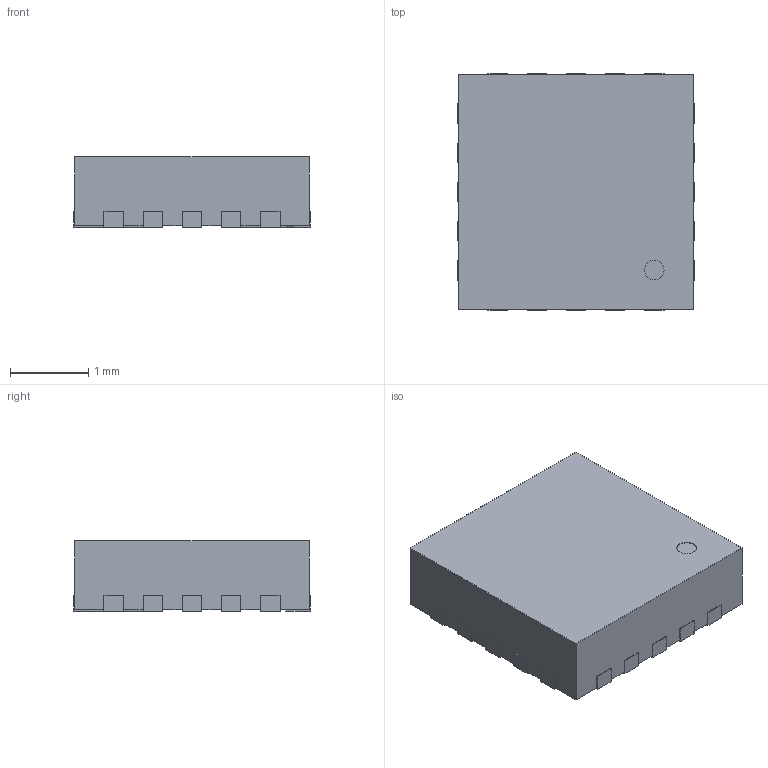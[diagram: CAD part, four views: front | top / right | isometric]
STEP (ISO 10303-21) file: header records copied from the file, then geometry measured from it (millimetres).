
FILE_DESCRIPTION(('HOOPS Exchange Step'),'2;1');
FILE_NAME('export-5BBFFF37-384D-447B-BA85-CB1872E3413D.stp','2022-10-01T21:41:27+17:00',('Daxxn'),('Alibre'),'HOOPS Exchange 2022.0','Alibre','Unknown authorisation');
FILE_SCHEMA( ('AP242_MANAGED_MODEL_BASED_3D_ENGINEERING_MIM_LF {1 0 10303 442 1 1 4 }') );
Length unit declared in the file: centimetre
Products named in the file (1): VQFN-20-3x3mm
Bounding box: 3.02 x 3.02 x 0.9 mm (x, y, z)
Volume: 8 mm3; surface area: 29.2 mm2
Topology: 1 solids, 1 shells, 133 faces, 392 edges, 262 vertices
Faces by surface type: plane 132, cylinder 1
Full cylindrical faces by diameter (mm): 0.25 x1
Entity records: 4402 total; most frequent: CARTESIAN_POINT 789, ORIENTED_EDGE 784, DIRECTION 666, EDGE_CURVE 392, VECTOR 388, LINE 388, VERTEX_POINT 262, AXIS2_PLACEMENT_3D 139
